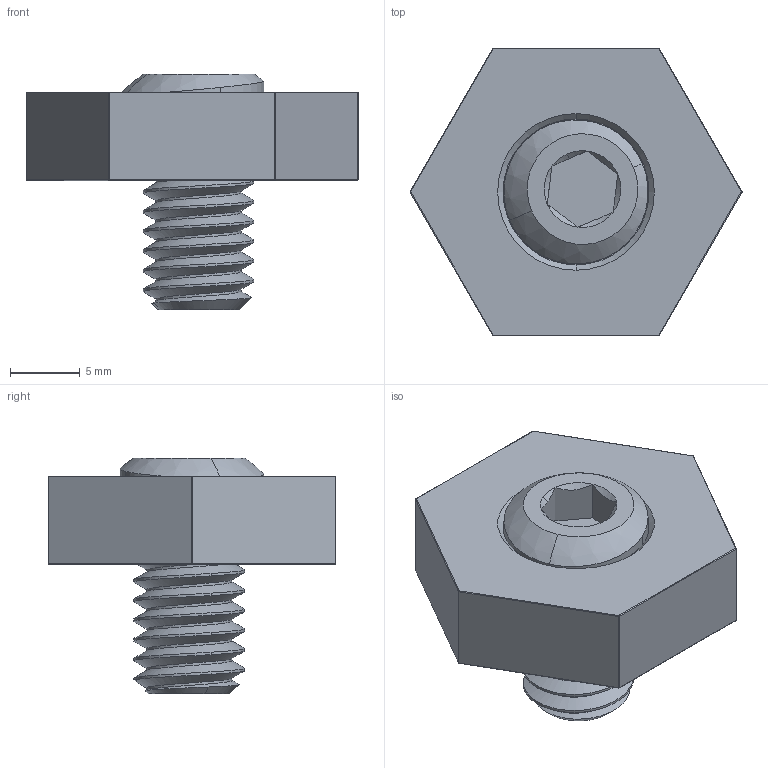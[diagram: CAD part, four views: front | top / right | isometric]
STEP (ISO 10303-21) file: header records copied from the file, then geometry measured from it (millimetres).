
FILE_DESCRIPTION (( 'STEP AP214' ), '1' );
FILE_NAME ('10213.STEP', '2024-07-23T13:43:16', ( '' ), ( '' ), 'SwSTEP 2.0', 'SolidWorks 2021', '' );
FILE_SCHEMA (( 'AUTOMOTIVE_DESIGN' ));
Length unit declared in the file: inch
Products named in the file (3): 10368_10368; 10213; 10585_10584
Assembly tree (2 placements, depth 2):
  10213
    10585_10584
    10368_10368
Bounding box: 23.8 x 20.62 x 16.92 mm (x, y, z)
Volume: 2599.7 mm3; surface area: 2039.5 mm2
Topology: 2 solids, 2 shells, 89 faces, 208 edges, 114 vertices
Faces by surface type: cylinder 41, plane 19, sphere 14, cone 12, bspline 3
Entity records: 4165 total; most frequent: CARTESIAN_POINT 2210, ORIENTED_EDGE 392, DIRECTION 384, EDGE_CURVE 196, AXIS2_PLACEMENT_3D 154, VERTEX_POINT 114, EDGE_LOOP 94, FACE_OUTER_BOUND 89
